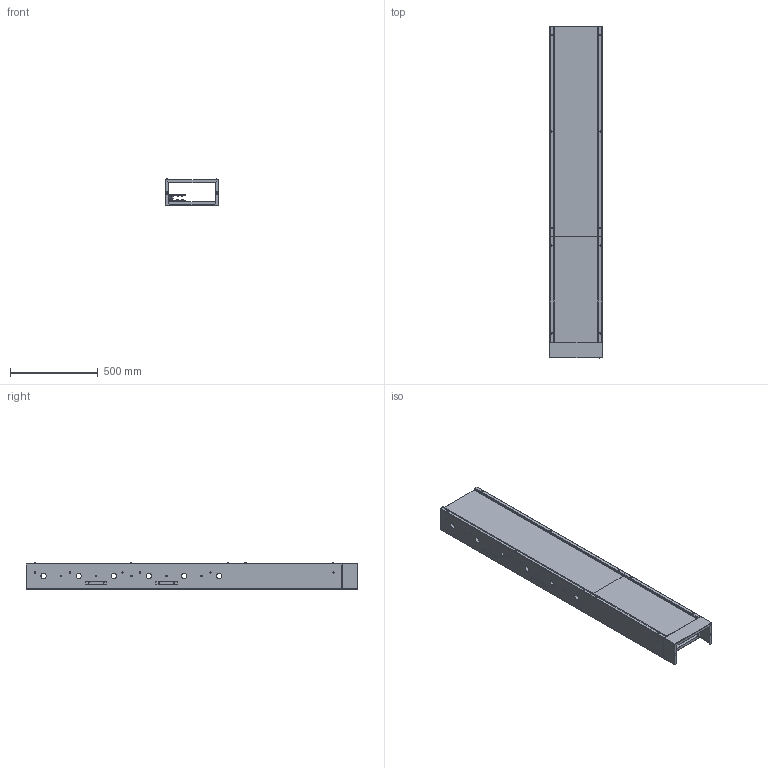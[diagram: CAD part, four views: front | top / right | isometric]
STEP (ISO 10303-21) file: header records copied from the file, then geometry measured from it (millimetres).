
FILE_DESCRIPTION (( 'STEP AP203' ), '1' );
FILE_NAME ('ÌÈ-1796.00.00.000 Êîðîá ÊÝÒ ñèëîâîé (1890õ300õ150) EKF Basic.STEP', '2021-04-26T12:16:40', ( '' ), ( '' ), 'SwSTEP 2.0', 'SolidWorks 2021', '' );
FILE_SCHEMA (( 'CONFIG_CONTROL_DESIGN' ));
Length unit declared in the file: millimetre
Products named in the file (15): 昈-1796.00.00.001 絊膰錪; ÌÈ-1796.01.00.002 Ðåéêà; Áî÷îíîê èçîëÿòîð øèííûé SM 25; hex flange nut_din_Hexagon Flange Nut DIN 6923 - M6 - N; ÌÈ-1796.01.00.000 Êîðïóñ â ñáîðå; ÌÈ-1796.00.00.004 Ïàíåëü âåðõíÿÿ; 昈-1796.01.00.001 扻豵鵨; ﾌﾈ-1796.01.00.003 ﾊ煇鳫; 昈-1796.00.00.003 眈翴錪; ÌÈ-1796.00.00.000 Êîðîá ÊÝÒ ñèëîâîé (1890õ300õ150) EKF Basic; Øïèëüêà Ì6õ12; hex screw gradeab_din_DIN EN 24017 - M6 x 16-N; pan head cross recess screw_din_DIN EN ISO 7045 - M4 x 16 - Z - 16N; 昈-1796.00.00.002 砑僔蠂縺; Çàêëåïêà öèëèíäðè÷åñêàÿ Ì4 ÑÒ-Á ñ âíóòðåííåé ðåçüáîé_Œ8
Assembly tree (79 placements, depth 3):
  ÌÈ-1796.00.00.000 Êîðîá ÊÝÒ ñèëîâîé (1890õ300õ150) EKF Basic
    ÌÈ-1796.01.00.000 Êîðïóñ â ñáîðå
      昈-1796.01.00.001 扻豵鵨
      ÌÈ-1796.01.00.002 Ðåéêà  x3
      ﾌﾈ-1796.01.00.003 ﾊ煇鳫  x2
      Øïèëüêà Ì6õ12  x9
      Çàêëåïêà öèëèíäðè÷åñêàÿ Ì4 ÑÒ-Á ñ âíóòðåííåé ðåçüáîé_Œ8  x10
    昈-1796.00.00.001 絊膰錪
    昈-1796.00.00.002 砑僔蠂縺  x2
    昈-1796.00.00.003 眈翴錪
    ÌÈ-1796.00.00.004 Ïàíåëü âåðõíÿÿ
    Áî÷îíîê èçîëÿòîð øèííûé SM 25  x2
    hex screw gradeab_din_DIN EN 24017 - M6 x 16-N  x8
    hex flange nut_din_Hexagon Flange Nut DIN 6923 - M6 - N  x4
    Çàêëåïêà öèëèíäðè÷åñêàÿ Ì4 ÑÒ-Á ñ âíóòðåííåé ðåçüáîé_Œ8  x24
    pan head cross recess screw_din_DIN EN ISO 7045 - M4 x 16 - Z - 16N  x10
Bounding box: 300 x 1890 x 149.82 mm (x, y, z)
Volume: 1576243.6 mm3; surface area: 3729666.4 mm2
Topology: 78 solids, 78 shells, 6884 faces, 17955 edges, 11582 vertices
Faces by surface type: plane 3543, bspline 1960, cylinder 759, cone 394, torus 208, sphere 20
Entity records: 31979 total; most frequent: CARTESIAN_POINT 9137, ORIENTED_EDGE 3998, DIRECTION 3971, EDGE_CURVE 1999, AXIS2_PLACEMENT_3D 1416, VERTEX_POINT 1227, LINE 1139, VECTOR 1139
